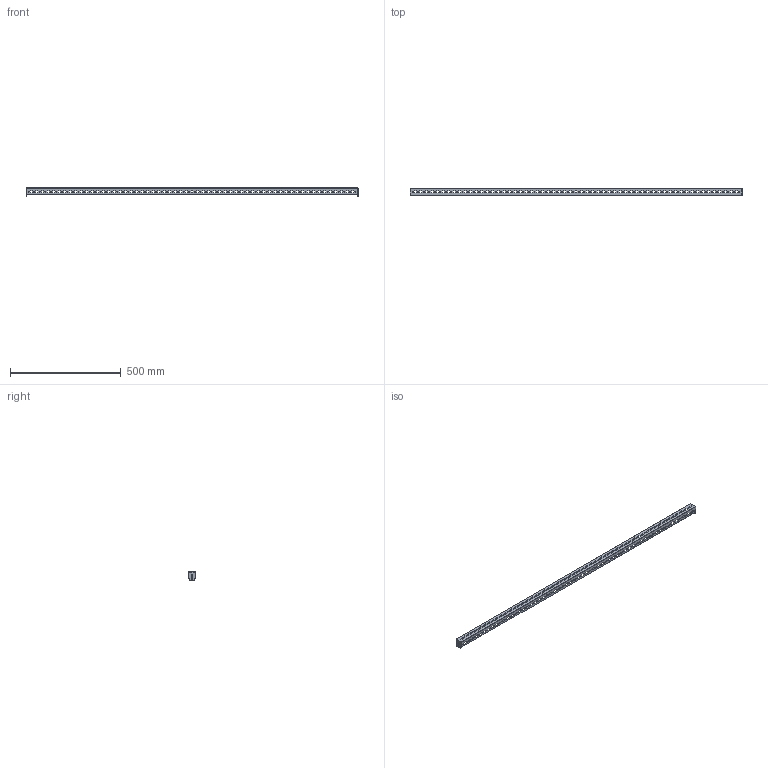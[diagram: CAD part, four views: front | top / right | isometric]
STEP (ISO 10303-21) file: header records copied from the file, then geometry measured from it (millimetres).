
FILE_DESCRIPTION (( 'STEP AP203' ), '1' );
FILE_NAME ('1600.step', '2011-01-20T13:14:28', ( 'User' ), ( 'DKC' ), 'SwSTEP 2.0', 'SolidWorks 2010', '' );
FILE_SCHEMA (( 'CONFIG_CONTROL_DESIGN' ));
Length unit declared in the file: millimetre
Products named in the file (1): 1600
Bounding box: 1499 x 34 x 38.5 mm (x, y, z)
Volume: 180711.4 mm3; surface area: 259226.5 mm2
Topology: 1 solids, 1 shells, 1134 faces, 3368 edges, 2236 vertices
Faces by surface type: plane 750, cylinder 384
Entity records: 39421 total; most frequent: CARTESIAN_POINT 6739, ORIENTED_EDGE 6736, DIRECTION 6410, EDGE_CURVE 3368, VECTOR 2596, LINE 2596, VERTEX_POINT 2236, AXIS2_PLACEMENT_3D 1907
